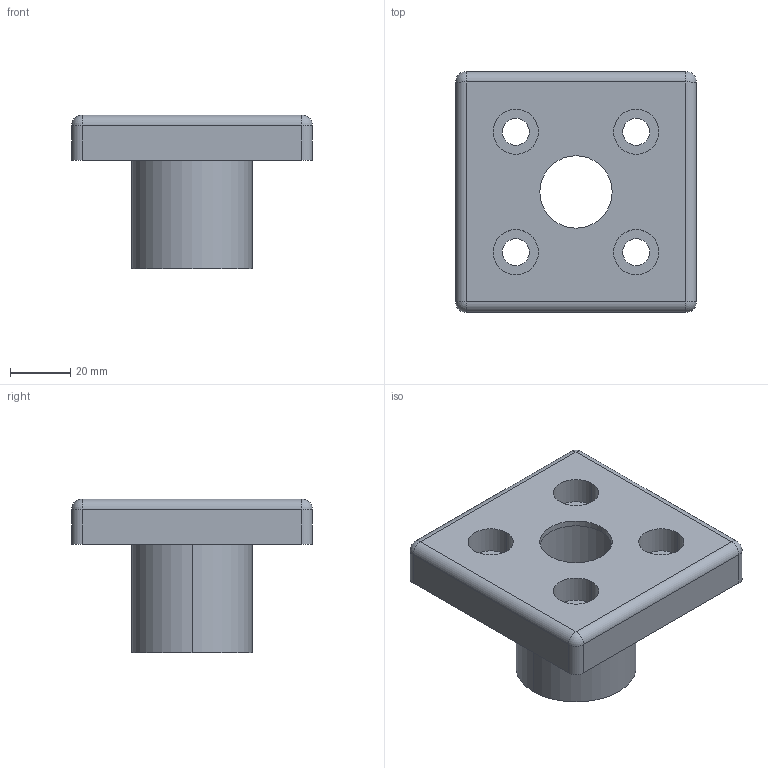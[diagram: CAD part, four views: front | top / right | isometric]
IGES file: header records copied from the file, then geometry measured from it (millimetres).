
Global section: file name: No Iges File Name specified; native system: AutoDesk Inventor R11.0; preprocessor: AutoDesk Inventor Iges Exporter R11.0; author: No Author specified; organization: No Organization specified; date: 20070910.120447; units: millimetre
Bounding box: 80 x 80 x 51 mm (x, y, z)
Volume: 91842.1 mm3; surface area: 27562.1 mm2
Topology: 1 solids, 1 shells, 46 faces, 106 edges, 64 vertices
Faces by surface type: bspline 20, cylinder 10, plane 8, revolution 4, sphere 4
